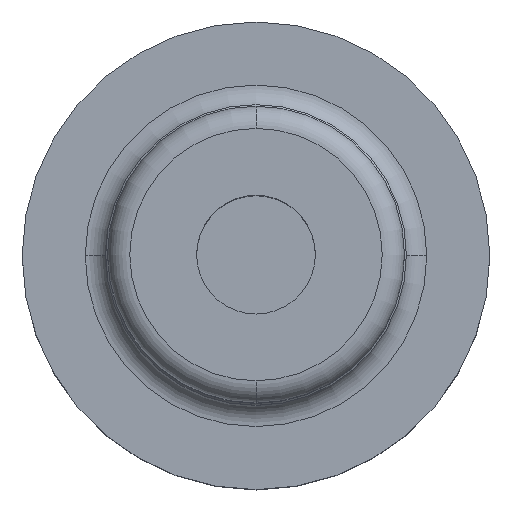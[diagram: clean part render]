
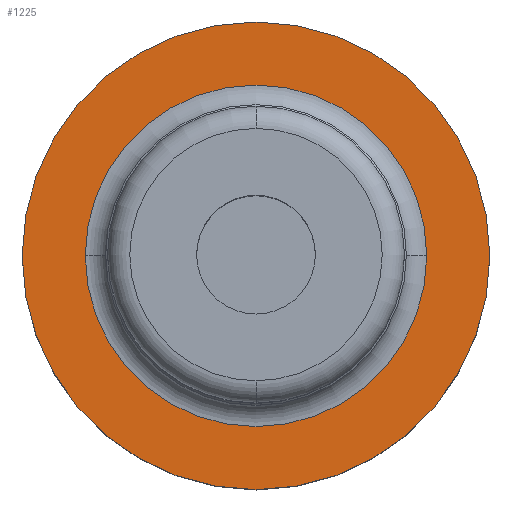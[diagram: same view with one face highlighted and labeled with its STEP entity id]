
A CAD part, top view. The second image highlights one B-rep face of the part: STEP entity #1225.
In plain terms, the highlighted planar face has unit normal (0, 0, 1).
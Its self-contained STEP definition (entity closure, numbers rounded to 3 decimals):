
#8 = PLANE ( 'NONE',  #1050 ) ;
#52 = VERTEX_POINT ( 'NONE', #990 ) ;
#88 = AXIS2_PLACEMENT_3D ( 'NONE', #1727, #685, #1488 ) ;
#100 = DIRECTION ( 'NONE',  ( 0., 0., -1. ) ) ;
#101 = ORIENTED_EDGE ( 'NONE', *, *, #702, .T. ) ;
#160 = DIRECTION ( 'NONE',  ( 0., 0., 1. ) ) ;
#251 = ORIENTED_EDGE ( 'NONE', *, *, #984, .T. ) ;
#335 = CIRCLE ( 'NONE', #724, 23. ) ;
#358 = DIRECTION ( 'NONE',  ( 0., 0., -1. ) ) ;
#467 = CARTESIAN_POINT ( 'NONE',  ( 31.5, 0., 26. ) ) ;
#517 = EDGE_LOOP ( 'NONE', ( #101, #251 ) ) ;
#592 = VERTEX_POINT ( 'NONE', #1282 ) ;
#685 = DIRECTION ( 'NONE',  ( 0., 0., -1. ) ) ;
#689 = DIRECTION ( 'NONE',  ( -1., 0., 0. ) ) ;
#702 = EDGE_CURVE ( 'NONE', #52, #592, #1724, .T. ) ;
#724 = AXIS2_PLACEMENT_3D ( 'NONE', #1307, #100, #919 ) ;
#786 = CIRCLE ( 'NONE', #906, 31.5 ) ;
#827 = DIRECTION ( 'NONE',  ( 0., 0., -1. ) ) ;
#828 = ORIENTED_EDGE ( 'NONE', *, *, #1308, .F. ) ;
#865 = VERTEX_POINT ( 'NONE', #976 ) ;
#906 = AXIS2_PLACEMENT_3D ( 'NONE', #1750, #358, #1603 ) ;
#919 = DIRECTION ( 'NONE',  ( 1., 0., 0. ) ) ;
#976 = CARTESIAN_POINT ( 'NONE',  ( -31.5, 0., 26. ) ) ;
#978 = ORIENTED_EDGE ( 'NONE', *, *, #1645, .F. ) ;
#984 = EDGE_CURVE ( 'NONE', #592, #52, #335, .T. ) ;
#990 = CARTESIAN_POINT ( 'NONE',  ( 23., 0., 26. ) ) ;
#1050 = AXIS2_PLACEMENT_3D ( 'NONE', #1366, #160, #1510 ) ;
#1107 = CARTESIAN_POINT ( 'NONE',  ( 0., 0., 26. ) ) ;
#1109 = FACE_OUTER_BOUND ( 'NONE', #1592, .T. ) ;
#1225 = ADVANCED_FACE ( 'NONE', ( #1443, #1109 ), #8, .T. ) ;
#1282 = CARTESIAN_POINT ( 'NONE',  ( -23., 0., 26. ) ) ;
#1307 = CARTESIAN_POINT ( 'NONE',  ( 0., 0., 26. ) ) ;
#1308 = EDGE_CURVE ( 'NONE', #865, #1521, #1680, .T. ) ;
#1366 = CARTESIAN_POINT ( 'NONE',  ( 0., 20., 26. ) ) ;
#1443 = FACE_BOUND ( 'NONE', #517, .T. ) ;
#1453 = AXIS2_PLACEMENT_3D ( 'NONE', #1107, #827, #689 ) ;
#1488 = DIRECTION ( 'NONE',  ( 1., 0., 0. ) ) ;
#1510 = DIRECTION ( 'NONE',  ( 1., 0., 0. ) ) ;
#1521 = VERTEX_POINT ( 'NONE', #467 ) ;
#1592 = EDGE_LOOP ( 'NONE', ( #828, #978 ) ) ;
#1603 = DIRECTION ( 'NONE',  ( -1., 0., 0. ) ) ;
#1645 = EDGE_CURVE ( 'NONE', #1521, #865, #786, .T. ) ;
#1680 = CIRCLE ( 'NONE', #1453, 31.5 ) ;
#1724 = CIRCLE ( 'NONE', #88, 23. ) ;
#1727 = CARTESIAN_POINT ( 'NONE',  ( 0., 0., 26. ) ) ;
#1750 = CARTESIAN_POINT ( 'NONE',  ( 0., 0., 26. ) ) ;
